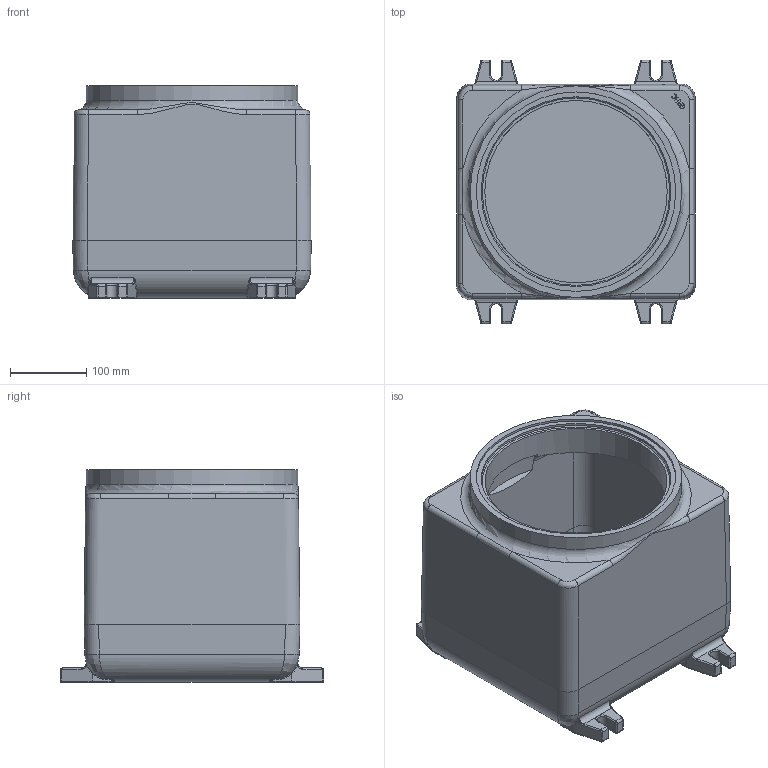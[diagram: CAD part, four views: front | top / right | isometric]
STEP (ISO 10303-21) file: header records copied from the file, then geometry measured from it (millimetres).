
FILE_DESCRIPTION(/* description */ ('GRHC MACHINING'),/* implementation_level */ '2;1');
FILE_NAME(/* name */ 'KIL_GRHCB.stp',/* time_stamp */ '2017-12-20T22:00:09+06:00',/* author */ ('ypadmaraja'),/* organization */ (''),/* preprocessor_version */ 'ST-DEVELOPER v16.13',/* originating_system */ 'Autodesk Inventor 2018',/* authorisation */ '');
FILE_SCHEMA (('AUTOMOTIVE_DESIGN { 1 0 10303 214 3 1 1 }'));
Length unit declared in the file: inch
Products named in the file (1): 17815
Bounding box: 313.55 x 346.07 x 279.4 mm (x, y, z)
Volume: 7121915.2 mm3; surface area: 767056.1 mm2
Topology: 1 solids, 1 shells, 453 faces, 1126 edges, 667 vertices
Faces by surface type: cylinder 162, bspline 133, plane 111, sphere 18, torus 17, cone 12
Full cylindrical faces by diameter (mm): 2.184 x8, 3.683 x1, 239.712 x1, 249.225 x1, 261.925 x1, 277.812 x1
Entity records: 16125 total; most frequent: CARTESIAN_POINT 6129, ORIENTED_EDGE 2136, DIRECTION 1963, EDGE_CURVE 1068, AXIS2_PLACEMENT_3D 760, VERTEX_POINT 649, EDGE_LOOP 485, FACE_OUTER_BOUND 453
